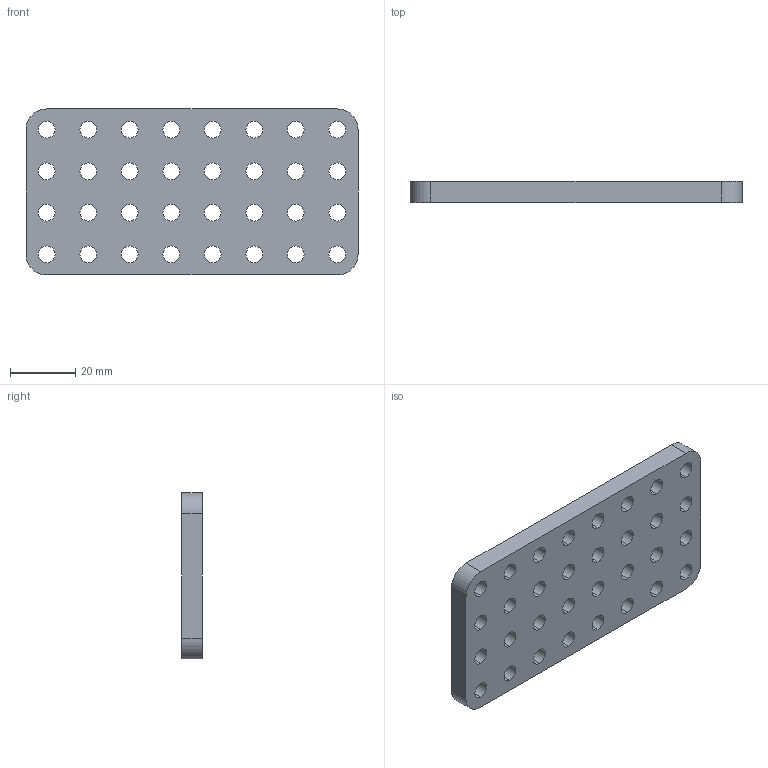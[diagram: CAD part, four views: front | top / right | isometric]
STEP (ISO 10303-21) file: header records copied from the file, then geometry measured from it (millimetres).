
FILE_DESCRIPTION (( 'STEP AP214' ), '1' );
FILE_NAME ('am-5037_4x8 Robits 4x8 Weight Plate.STEP', '2024-03-11T15:22:01', ( '' ), ( '' ), 'SwSTEP 2.0', 'SolidWorks 2024', '' );
FILE_SCHEMA (( 'AUTOMOTIVE_DESIGN' ));
Length unit declared in the file: inch
Products named in the file (1): am-5037_4x8 Robits 4x8 Weight Plate
Bounding box: 101.6 x 6.35 x 50.8 mm (x, y, z)
Volume: 28394.5 mm3; surface area: 14068.6 mm2
Topology: 1 solids, 1 shells, 74 faces, 216 edges, 144 vertices
Faces by surface type: cylinder 68, plane 6
Entity records: 2691 total; most frequent: DIRECTION 502, CARTESIAN_POINT 435, ORIENTED_EDGE 432, EDGE_CURVE 216, AXIS2_PLACEMENT_3D 211, VERTEX_POINT 144, EDGE_LOOP 138, CIRCLE 136
